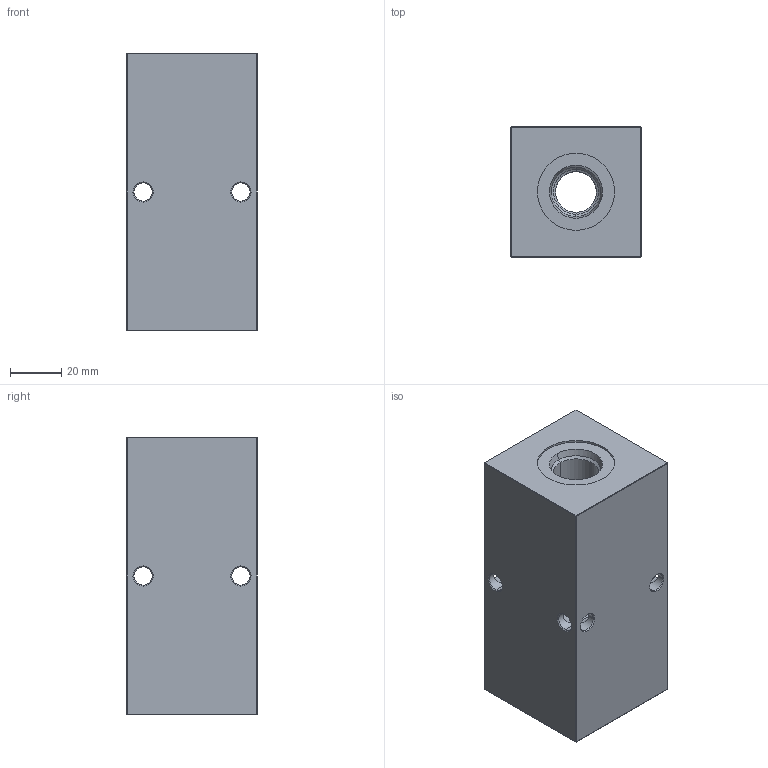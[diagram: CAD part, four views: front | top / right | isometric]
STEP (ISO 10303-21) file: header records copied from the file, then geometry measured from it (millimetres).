
FILE_DESCRIPTION (( 'STEP AP203' ), '1' );
FILE_NAME ('HM-2-90-S-8-4.STEP', '2020-11-09T21:28:10', ( '' ), ( '' ), 'SwSTEP 2.0', 'SolidWorks 2019', '' );
FILE_SCHEMA (( 'CONFIG_CONTROL_DESIGN' ));
Length unit declared in the file: inch
Products named in the file (1): HM-2-90-S-8-4
Bounding box: 50.8 x 50.8 x 107.95 mm (x, y, z)
Volume: 240876.8 mm3; surface area: 37323.7 mm2
Topology: 1 solids, 1 shells, 551 faces, 1415 edges, 908 vertices
Faces by surface type: plane 241, bspline 200, cylinder 58, cone 52
Entity records: 26462 total; most frequent: CARTESIAN_POINT 14371, ORIENTED_EDGE 2830, DIRECTION 1805, EDGE_CURVE 1415, VERTEX_POINT 908, LINE 849, VECTOR 849, EDGE_LOOP 619
